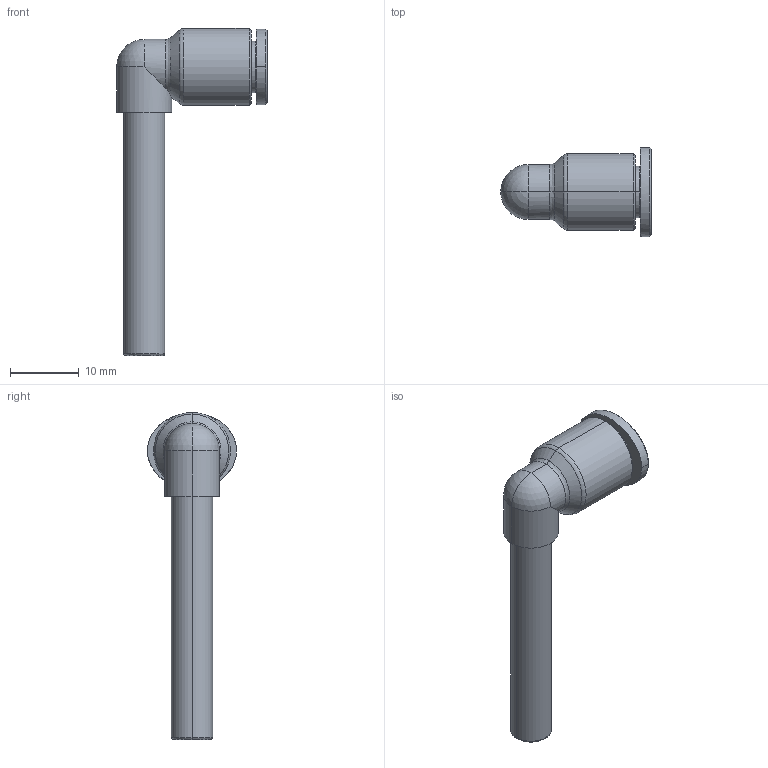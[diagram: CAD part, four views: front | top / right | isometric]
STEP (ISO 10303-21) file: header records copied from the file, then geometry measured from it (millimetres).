
FILE_DESCRIPTION((''),'2;1');
FILE_NAME('GPLLJ_06(3D).stp','2012-12-24T16:31:40',(''),(''),'Mechanical Desktop.R8.0.24.0','Mechanical Desktop.R8.0.24.0',', , ');
FILE_SCHEMA(('CONFIG_CONTROL_DESIGN'));
Length unit declared in the file: millimetre
Products named in the file (2): GPLLJ_06(3D); 睡ヶ1
Assembly tree (1 placements, depth 2):
  GPLLJ_06(3D)
    睡ヶ1
Bounding box: 21.95 x 13 x 47.7 mm (x, y, z)
Volume: 2378.1 mm3; surface area: 1993.5 mm2
Topology: 1 solids, 1 shells, 237 faces, 648 edges, 425 vertices
Faces by surface type: plane 170, bspline 32, cylinder 23, cone 6, torus 4, sphere 2
Entity records: 8443 total; most frequent: CARTESIAN_POINT 2374, ORIENTED_EDGE 1292, DIRECTION 1164, EDGE_CURVE 646, VECTOR 518, LINE 518, VERTEX_POINT 425, AXIS2_PLACEMENT_3D 323
